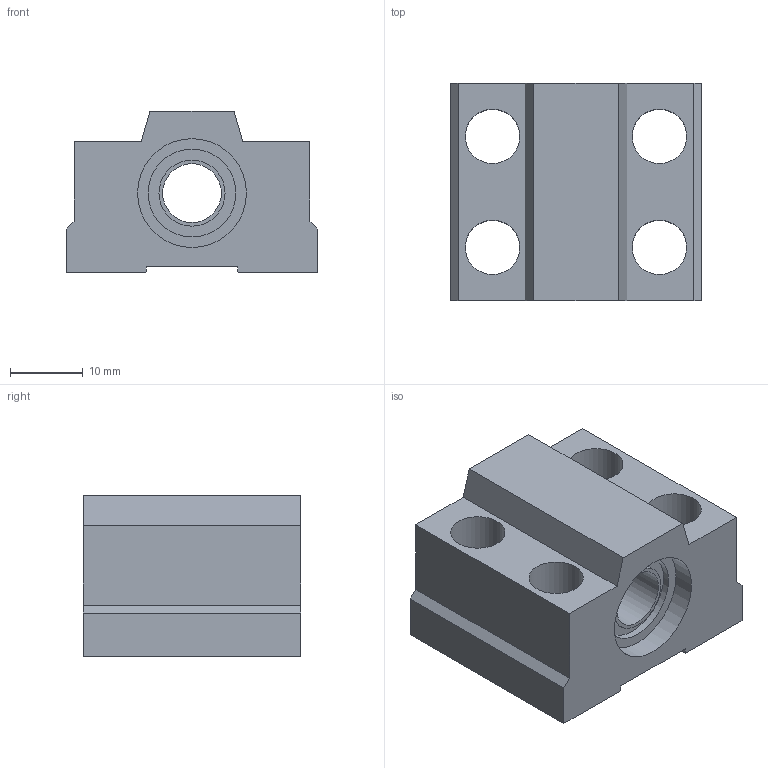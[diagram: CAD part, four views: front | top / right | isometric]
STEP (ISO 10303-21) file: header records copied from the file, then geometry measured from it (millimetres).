
FILE_DESCRIPTION(('FreeCAD Model'),'2;1');
FILE_NAME('8mm linear bearing with pillow block.stp','2014-03-10T01:58:33',( 'FreeCAD'),('FreeCAD'),'Open CASCADE STEP processor 6.3','FreeCAD', 'Unknown');
FILE_SCHEMA(('AUTOMOTIVE_DESIGN_CC2 { 1 2 10303 214 -1 1 5 4 }'));
Length unit declared in the file: millimetre
Products named in the file (1): Fusion
Bounding box: 34.7 x 30 x 22.2 mm (x, y, z)
Volume: 13531.5 mm3; surface area: 7304.8 mm2
Topology: 1 solids, 3 shells, 51 faces, 110 edges, 75 vertices
Faces by surface type: plane 32, cylinder 19
Full cylindrical faces by diameter (mm): 7.5 x4, 8.1 x1, 9.1 x2, 9.3 x4, 12.1 x2, 13.55 x2, 15 x4
Entity records: 2938 total; most frequent: CARTESIAN_POINT 599, DIRECTION 445, LINE 234, VECTOR 234, ORIENTED_EDGE 220, PCURVE 220, DEFINITIONAL_REPRESENTATION 220, EDGE_CURVE 110
